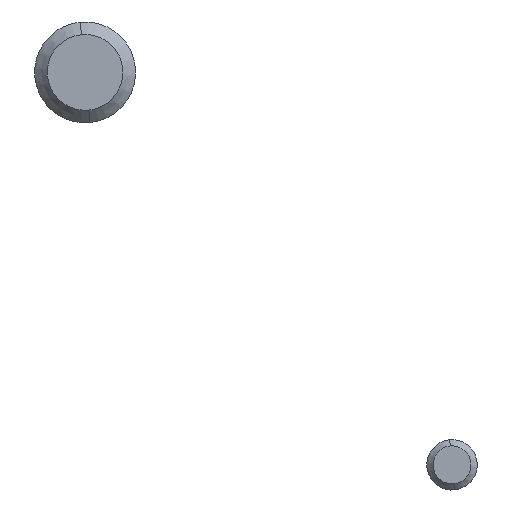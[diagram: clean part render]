
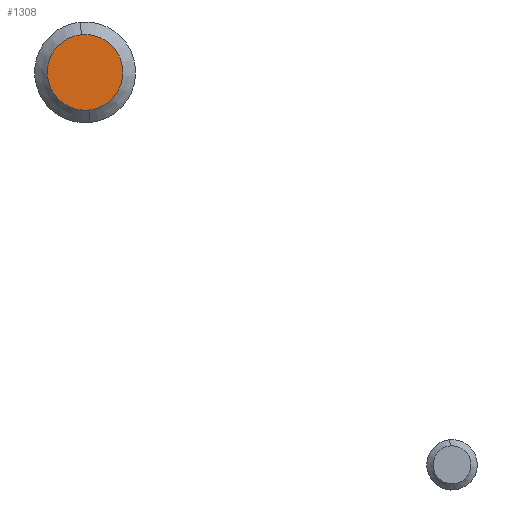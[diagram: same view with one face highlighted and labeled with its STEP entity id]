
A CAD part, left-side view. The second image highlights one B-rep face of the part: STEP entity #1308.
In plain terms, the highlighted face is planar.
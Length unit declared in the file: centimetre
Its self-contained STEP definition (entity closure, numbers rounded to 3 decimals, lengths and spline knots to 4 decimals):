
#137 = AXIS2_PLACEMENT_3D ( 'NONE', #1217, #1498, #919 ) ;
#268 = EDGE_LOOP ( 'NONE', ( #706, #994 ) ) ;
#283 = AXIS2_PLACEMENT_3D ( 'NONE', #386, #354, #965 ) ;
#354 = DIRECTION ( 'NONE',  ( 1., 0., 0. ) ) ;
#386 = CARTESIAN_POINT ( 'NONE',  ( 73.5542, 197.8862, 28.2504 ) ) ;
#423 = VERTEX_POINT ( 'NONE', #846 ) ;
#499 = PLANE ( 'NONE',  #137 ) ;
#706 = ORIENTED_EDGE ( 'NONE', *, *, #780, .T. ) ;
#767 = AXIS2_PLACEMENT_3D ( 'NONE', #793, #1763, #1178 ) ;
#780 = EDGE_CURVE ( 'NONE', #423, #963, #1550, .T. ) ;
#793 = CARTESIAN_POINT ( 'NONE',  ( 73.5542, 197.8862, 28.2504 ) ) ;
#846 = CARTESIAN_POINT ( 'NONE',  ( 73.5542, 197.8862, 29.2029 ) ) ;
#919 = DIRECTION ( 'NONE',  ( 0., -1., 0. ) ) ;
#963 = VERTEX_POINT ( 'NONE', #1394 ) ;
#965 = DIRECTION ( 'NONE',  ( 0., 0., 1. ) ) ;
#994 = ORIENTED_EDGE ( 'NONE', *, *, #1653, .T. ) ;
#1166 = FACE_OUTER_BOUND ( 'NONE', #268, .T. ) ;
#1178 = DIRECTION ( 'NONE',  ( 0., 0., 1. ) ) ;
#1217 = CARTESIAN_POINT ( 'NONE',  ( 73.5542, 220.1381, 17.8285 ) ) ;
#1308 = ADVANCED_FACE ( 'NONE', ( #1166 ), #499, .F. ) ;
#1394 = CARTESIAN_POINT ( 'NONE',  ( 73.5542, 197.8862, 27.2979 ) ) ;
#1498 = DIRECTION ( 'NONE',  ( -1., 0., 0. ) ) ;
#1550 = CIRCLE ( 'NONE', #767, 0.9525 ) ;
#1653 = EDGE_CURVE ( 'NONE', #963, #423, #1692, .T. ) ;
#1692 = CIRCLE ( 'NONE', #283, 0.9525 ) ;
#1763 = DIRECTION ( 'NONE',  ( 1., 0., 0. ) ) ;
